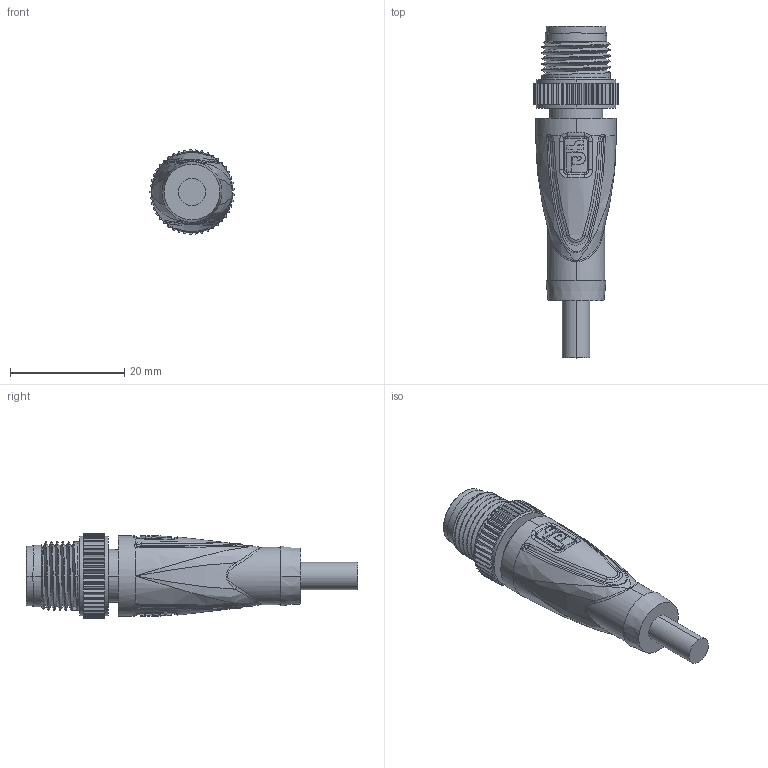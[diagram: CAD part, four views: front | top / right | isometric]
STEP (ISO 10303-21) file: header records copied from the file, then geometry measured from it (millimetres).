
FILE_DESCRIPTION((''),'2;1');
FILE_NAME('DM_CAD-1938_M12_2POL__SW0001','2014-01-20T',('creinig-se'),(''),'PRO/ENGINEER BY PARAMETRIC TECHNOLOGY CORPORATION, 2013050','PRO/ENGINEER BY PARAMETRIC TECHNOLOGY CORPORATION, 2013050','');
FILE_SCHEMA(('CONFIG_CONTROL_DESIGN'));
Length unit declared in the file: millimetre
Products named in the file (1): DM_CAD-1938_M12_2POL__SW0001
Bounding box: 14.79 x 58.2 x 14.8 mm (x, y, z)
Volume: 5284.1 mm3; surface area: 3781.9 mm2
Topology: 1 solids, 1 shells, 473 faces, 1122 edges, 665 vertices
Faces by surface type: plane 242, bspline 105, cylinder 99, torus 12, cone 11, sphere 4
Entity records: 27120 total; most frequent: CARTESIAN_POINT 12000, ORIENTED_EDGE 2244, DIRECTION 2041, EDGE_CURVE 1122, AXIS2_PLACEMENT_3D 796, FILL_AREA_STYLE_COLOUR 756, FILL_AREA_STYLE 756, SURFACE_STYLE_FILL_AREA 756
